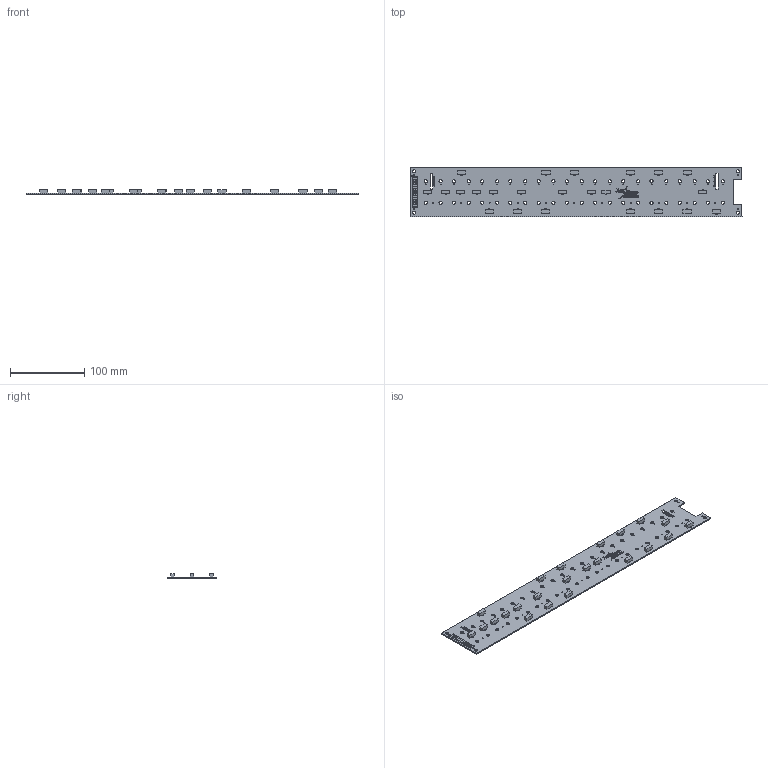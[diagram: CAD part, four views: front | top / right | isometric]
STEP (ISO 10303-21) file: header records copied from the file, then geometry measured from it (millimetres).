
FILE_DESCRIPTION(('KiCad electronic assembly'),'2;1');
FILE_NAME('accum_pcb_up.step','2025-07-02T21:28:39',('Pcbnew'),('Kicad') ,'Open CASCADE STEP processor 7.8','KiCad to STEP converter','Unknown' );
FILE_SCHEMA(('AUTOMOTIVE_DESIGN { 1 0 10303 214 1 1 1 1 }'));
Length unit declared in the file: millimetre
Products named in the file (5): accum_pcb_up 1; fuse; accum_pcb_up_silkscreen; accum_pcb_up_soldermask; accum_pcb_up_PCB
Assembly tree (26 placements, depth 2):
  accum_pcb_up 1
    fuse  x23
    accum_pcb_up_silkscreen
    accum_pcb_up_soldermask
    accum_pcb_up_PCB
Bounding box: 447.48 x 66.93 x 6.56 mm (x, y, z)
Volume: 49163.9 mm3; surface area: 123939.2 mm2
Topology: 24 solids, 325 shells, 529 faces, 5624 edges, 5444 vertices
Faces by surface type: plane 457, cylinder 72
Full cylindrical faces by diameter (mm): 1.02 x24, 4.2 x44, 4.3 x4
Entity records: 51802 total; most frequent: CARTESIAN_POINT 11052, DIRECTION 7557, ORIENTED_EDGE 5636, EDGE_CURVE 5360, VERTEX_POINT 5268, LINE 4011, VECTOR 4011, AXIS2_PLACEMENT_3D 1773
